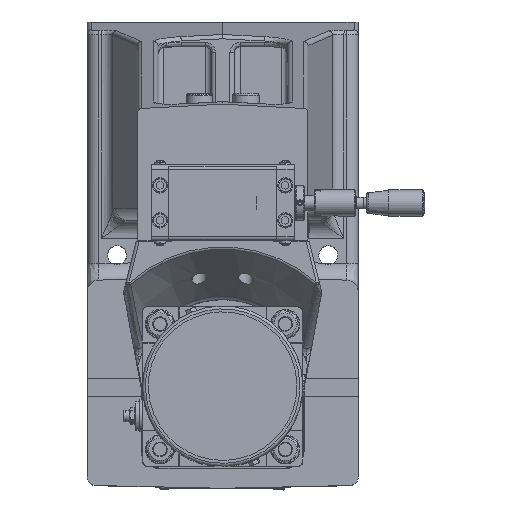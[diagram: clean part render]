
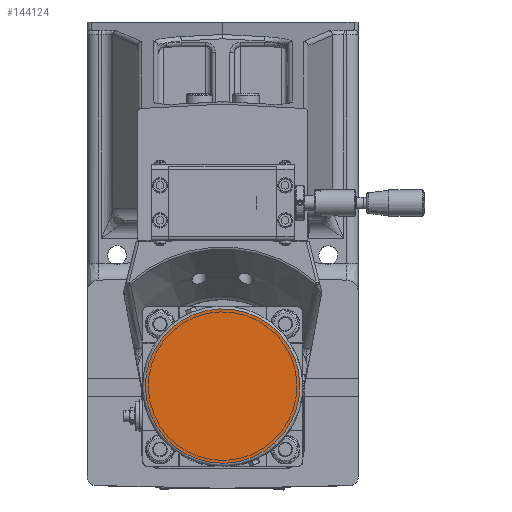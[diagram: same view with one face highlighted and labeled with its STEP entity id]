
A CAD part, top view. The second image highlights one B-rep face of the part: STEP entity #144124.
In plain terms, the highlighted planar face has unit normal (0, 0, 1).
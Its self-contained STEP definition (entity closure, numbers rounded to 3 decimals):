
#37949=PLANE('',#152126);
#44799=FACE_OUTER_BOUND('',#52790,.T.);
#52790=EDGE_LOOP('',(#111514));
#58382=CIRCLE('',#152125,53.);
#65238=VERTEX_POINT('',#215714);
#81869=EDGE_CURVE('',#65238,#65238,#58382,.T.);
#111514=ORIENTED_EDGE('',*,*,#81869,.F.);
#144124=ADVANCED_FACE('',(#44799),#37949,.F.);
#152125=AXIS2_PLACEMENT_3D('',#215715,#170093,#170094);
#152126=AXIS2_PLACEMENT_3D('',#215716,#170095,#170096);
#170093=DIRECTION('center_axis',(0.,0.,
-1.));
#170094=DIRECTION('ref_axis',(-0.924,-0.383,0.));
#170095=DIRECTION('center_axis',(0.,0.,
-1.));
#170096=DIRECTION('ref_axis',(-0.924,-0.383,0.));
#215714=CARTESIAN_POINT('',(48.966,-11.718,379.75));
#215715=CARTESIAN_POINT('Origin',(0.,-32.,
379.75));
#215716=CARTESIAN_POINT('Origin',(0.,-32.,
379.75));
